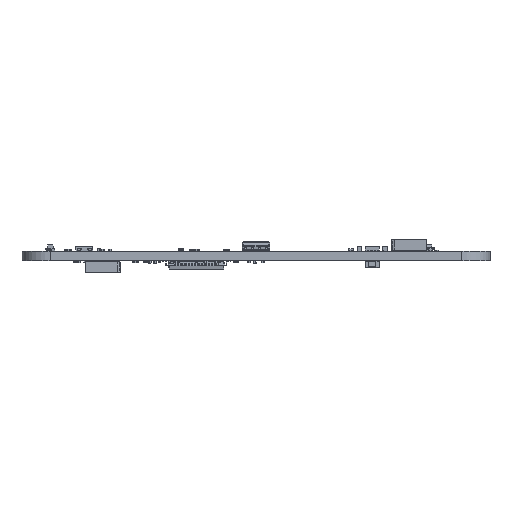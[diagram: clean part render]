
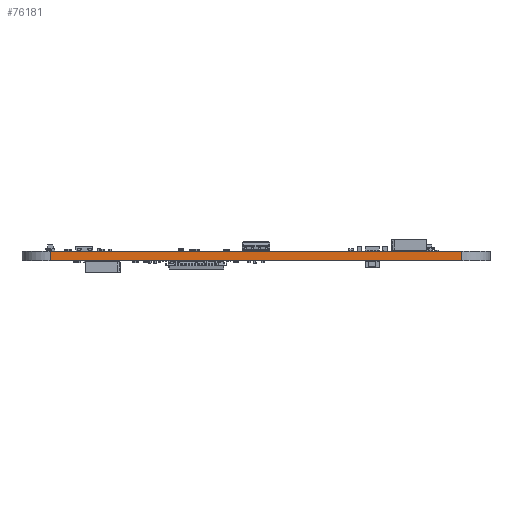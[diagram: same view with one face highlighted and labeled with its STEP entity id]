
A CAD part, front view. The second image highlights one B-rep face of the part: STEP entity #76181.
In plain terms, the highlighted planar face has unit normal (0, -1, 0).
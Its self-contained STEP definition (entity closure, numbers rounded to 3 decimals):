
#74793 = VERTEX_POINT('',#74794);
#74794 = CARTESIAN_POINT('',(5.,0.,0.));
#74801 = EDGE_CURVE('',#74802,#74793,#74804,.T.);
#74802 = VERTEX_POINT('',#74803);
#74803 = CARTESIAN_POINT('',(77.5,0.,0.));
#74804 = LINE('',#74805,#74806);
#74805 = CARTESIAN_POINT('',(77.5,-0.,0.));
#74806 = VECTOR('',#74807,1.);
#74807 = DIRECTION('',(-1.,0.,0.));
#75346 = VERTEX_POINT('',#75347);
#75347 = CARTESIAN_POINT('',(5.,0.,1.6));
#75354 = EDGE_CURVE('',#75355,#75346,#75357,.T.);
#75355 = VERTEX_POINT('',#75356);
#75356 = CARTESIAN_POINT('',(77.5,0.,1.6));
#75357 = LINE('',#75358,#75359);
#75358 = CARTESIAN_POINT('',(77.5,0.,1.6));
#75359 = VECTOR('',#75360,1.);
#75360 = DIRECTION('',(-1.,0.,0.));
#76151 = EDGE_CURVE('',#74793,#75346,#76152,.T.);
#76152 = LINE('',#76153,#76154);
#76153 = CARTESIAN_POINT('',(5.,0.,0.));
#76154 = VECTOR('',#76155,1.);
#76155 = DIRECTION('',(0.,0.,1.));
#76181 = ADVANCED_FACE('',(#76182),#76193,.T.);
#76182 = FACE_BOUND('',#76183,.T.);
#76183 = EDGE_LOOP('',(#76184,#76190,#76191,#76192));
#76184 = ORIENTED_EDGE('',*,*,#76185,.T.);
#76185 = EDGE_CURVE('',#74802,#75355,#76186,.T.);
#76186 = LINE('',#76187,#76188);
#76187 = CARTESIAN_POINT('',(77.5,0.,0.));
#76188 = VECTOR('',#76189,1.);
#76189 = DIRECTION('',(0.,0.,1.));
#76190 = ORIENTED_EDGE('',*,*,#75354,.T.);
#76191 = ORIENTED_EDGE('',*,*,#76151,.F.);
#76192 = ORIENTED_EDGE('',*,*,#74801,.F.);
#76193 = PLANE('',#76194);
#76194 = AXIS2_PLACEMENT_3D('',#76195,#76196,#76197);
#76195 = CARTESIAN_POINT('',(77.5,0.,0.));
#76196 = DIRECTION('',(0.,-1.,0.));
#76197 = DIRECTION('',(-1.,0.,0.));
